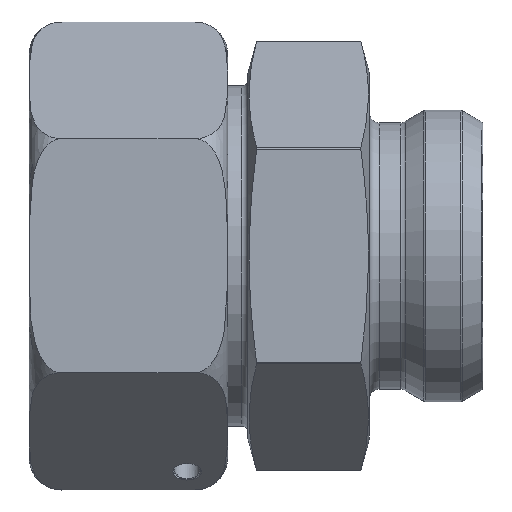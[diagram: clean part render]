
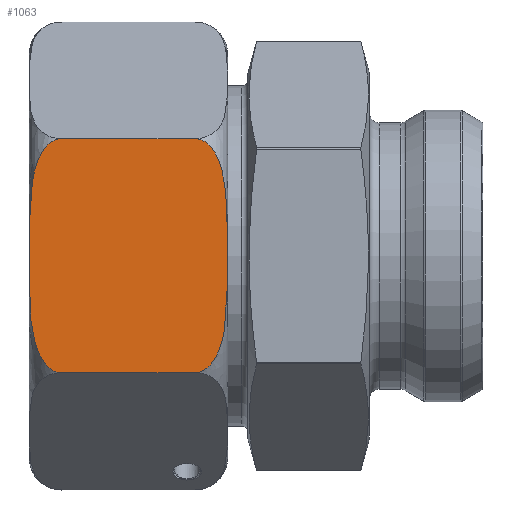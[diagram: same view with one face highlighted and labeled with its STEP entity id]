
A CAD part, top view. The second image highlights one B-rep face of the part: STEP entity #1063.
In plain terms, the highlighted face is planar.
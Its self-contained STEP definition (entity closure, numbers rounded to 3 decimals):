
#799=PLANE('',#5618);
#1063=ADVANCED_FACE('',(#1330),#799,.F.);
#1330=FACE_OUTER_BOUND('',#1671,.T.);
#1671=EDGE_LOOP('',(#2775,#2776,#2777,#2778));
#2127=B_SPLINE_CURVE_WITH_KNOTS('',3,(#8288,#8289,#8290,#8291,#8292,#8293,
#8294,#8295,#8296,#8297,#8298,#8299,#8300,#8301,#8302,#8303,#8304,#8305),
 .UNSPECIFIED.,.F.,.F.,(4,2,2,2,2,2,2,2,4),(0.,0.062,0.125,
0.25,0.5,0.75,0.875,0.938,1.),.UNSPECIFIED.);
#2135=B_SPLINE_CURVE_WITH_KNOTS('',3,(#8480,#8481,#8482,#8483,#8484,#8485,
#8486,#8487,#8488,#8489,#8490,#8491,#8492,#8493,#8494,#8495,#8496,#8497),
 .UNSPECIFIED.,.F.,.F.,(4,2,2,2,2,2,2,2,4),(0.,0.063,0.125,
0.25,0.5,0.75,0.875,0.938,1.),.UNSPECIFIED.);
#2775=ORIENTED_EDGE('',*,*,#4605,.T.);
#2776=ORIENTED_EDGE('',*,*,#4584,.T.);
#2777=ORIENTED_EDGE('',*,*,#4607,.T.);
#2778=ORIENTED_EDGE('',*,*,#4614,.T.);
#4071=VERTEX_POINT('',#8287);
#4072=VERTEX_POINT('',#8306);
#4088=VERTEX_POINT('',#8399);
#4089=VERTEX_POINT('',#8403);
#4584=EDGE_CURVE('',#4072,#4071,#2127,.T.);
#4605=EDGE_CURVE('',#4088,#4072,#5053,.T.);
#4607=EDGE_CURVE('',#4071,#4089,#5054,.T.);
#4614=EDGE_CURVE('',#4089,#4088,#2135,.T.);
#5053=LINE('',#8398,#5273);
#5054=LINE('',#8402,#5274);
#5273=VECTOR('',#6062,1.);
#5274=VECTOR('',#6067,1.);
#5618=AXIS2_PLACEMENT_3D('',#8588,#6111,#6112);
#6062=DIRECTION('',(-1.,0.,0.));
#6067=DIRECTION('',(1.,0.,0.));
#6111=DIRECTION('',(0.,-0.5,-0.866));
#6112=DIRECTION('',(0.,0.866,-0.5));
#8287=CARTESIAN_POINT('',(4.,0.,28.867));
#8288=CARTESIAN_POINT('',(4.,25.,14.434));
#8289=CARTESIAN_POINT('',(3.316,25.,14.434));
#8290=CARTESIAN_POINT('',(2.685,24.679,14.619));
#8291=CARTESIAN_POINT('',(1.754,23.839,15.104));
#8292=CARTESIAN_POINT('',(1.416,23.322,15.403));
#8293=CARTESIAN_POINT('',(0.63,21.716,16.33));
#8294=CARTESIAN_POINT('',(0.393,20.564,16.995));
#8295=CARTESIAN_POINT('',(-0.05,17.13,18.977));
#8296=CARTESIAN_POINT('',(0.002,14.802,20.322));
#8297=CARTESIAN_POINT('',(0.002,10.174,22.994));
#8298=CARTESIAN_POINT('',(-0.052,7.852,24.334));
#8299=CARTESIAN_POINT('',(0.399,4.403,26.325));
#8300=CARTESIAN_POINT('',(0.636,3.262,26.984));
#8301=CARTESIAN_POINT('',(1.428,1.658,27.911));
#8302=CARTESIAN_POINT('',(1.768,1.145,28.207));
#8303=CARTESIAN_POINT('',(2.696,0.315,28.686));
#8304=CARTESIAN_POINT('',(3.321,0.,28.867));
#8305=CARTESIAN_POINT('',(4.,0.,28.867));
#8306=CARTESIAN_POINT('',(4.,25.,14.434));
#8398=CARTESIAN_POINT('',(0.,25.,14.434));
#8399=CARTESIAN_POINT('',(20.5,25.,14.434));
#8402=CARTESIAN_POINT('',(0.,0.,28.867));
#8403=CARTESIAN_POINT('',(20.5,0.,28.867));
#8480=CARTESIAN_POINT('',(20.5,0.,28.867));
#8481=CARTESIAN_POINT('',(21.184,0.,28.867));
#8482=CARTESIAN_POINT('',(21.815,0.321,28.682));
#8483=CARTESIAN_POINT('',(22.746,1.161,28.197));
#8484=CARTESIAN_POINT('',(23.084,1.678,27.898));
#8485=CARTESIAN_POINT('',(23.87,3.284,26.971));
#8486=CARTESIAN_POINT('',(24.107,4.436,26.306));
#8487=CARTESIAN_POINT('',(24.55,7.87,24.324));
#8488=CARTESIAN_POINT('',(24.498,10.198,22.98));
#8489=CARTESIAN_POINT('',(24.498,14.826,20.308));
#8490=CARTESIAN_POINT('',(24.552,17.148,18.967));
#8491=CARTESIAN_POINT('',(24.101,20.597,16.976));
#8492=CARTESIAN_POINT('',(23.864,21.738,16.317));
#8493=CARTESIAN_POINT('',(23.072,23.342,15.391));
#8494=CARTESIAN_POINT('',(22.732,23.855,15.095));
#8495=CARTESIAN_POINT('',(21.804,24.685,14.616));
#8496=CARTESIAN_POINT('',(21.179,25.,14.434));
#8497=CARTESIAN_POINT('',(20.5,25.,14.434));
#8588=CARTESIAN_POINT('',(25.,25.,14.434));
